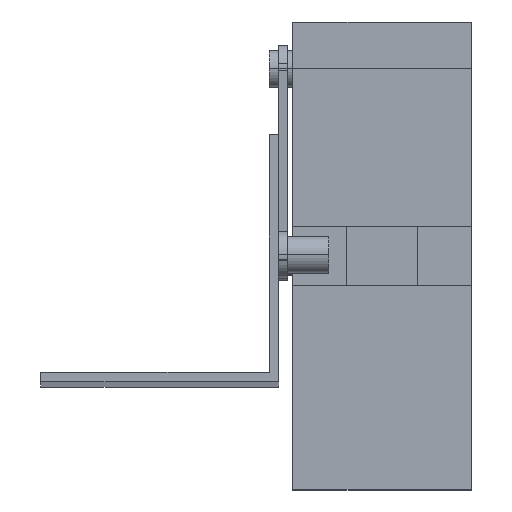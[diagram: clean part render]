
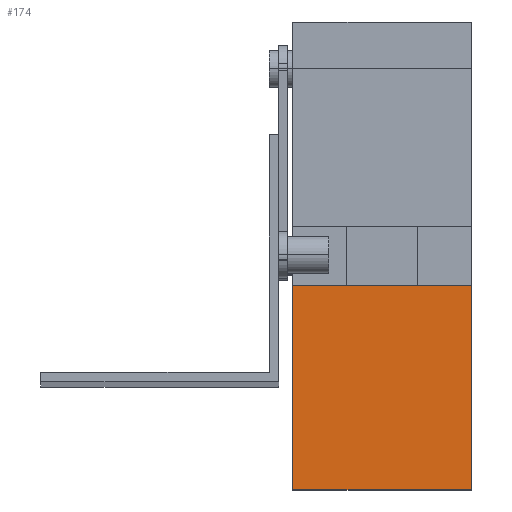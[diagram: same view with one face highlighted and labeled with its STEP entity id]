
A CAD part, top view. The second image highlights one B-rep face of the part: STEP entity #174.
In plain terms, the highlighted face is planar.
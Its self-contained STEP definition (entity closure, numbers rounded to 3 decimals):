
#28 = CARTESIAN_POINT ( 'NONE',  ( 19.05, -6.35, 0. ) ) ;
#64 = DIRECTION ( 'NONE',  ( 0., -1., 0. ) ) ;
#107 = VERTEX_POINT ( 'NONE', #661 ) ;
#174 = ADVANCED_FACE ( 'NONE', ( #1385 ), #1994, .F. ) ;
#226 = DIRECTION ( 'NONE',  ( 0., 1., 0. ) ) ;
#314 = CARTESIAN_POINT ( 'NONE',  ( 19.05, -50., 0. ) ) ;
#421 = CARTESIAN_POINT ( 'NONE',  ( 19.05, -6.35, 0. ) ) ;
#443 = AXIS2_PLACEMENT_3D ( 'NONE', #1180, #1023, #1398 ) ;
#538 = VERTEX_POINT ( 'NONE', #2170 ) ;
#549 = EDGE_CURVE ( 'NONE', #107, #538, #2666, .T. ) ;
#661 = CARTESIAN_POINT ( 'NONE',  ( -19.05, -6.35, 0. ) ) ;
#662 = VECTOR ( 'NONE', #64, 1000. ) ;
#714 = VECTOR ( 'NONE', #1414, 1000. ) ;
#736 = EDGE_CURVE ( 'NONE', #107, #1007, #2563, .T. ) ;
#914 = ORIENTED_EDGE ( 'NONE', *, *, #1618, .F. ) ;
#944 = EDGE_LOOP ( 'NONE', ( #2298, #1361, #2450, #914 ) ) ;
#1007 = VERTEX_POINT ( 'NONE', #28 ) ;
#1023 = DIRECTION ( 'NONE',  ( 0., 0., 1. ) ) ;
#1031 = EDGE_CURVE ( 'NONE', #2299, #1007, #1475, .T. ) ;
#1180 = CARTESIAN_POINT ( 'NONE',  ( 0., 0., 0. ) ) ;
#1286 = VECTOR ( 'NONE', #1899, 1000. ) ;
#1361 = ORIENTED_EDGE ( 'NONE', *, *, #736, .T. ) ;
#1385 = FACE_OUTER_BOUND ( 'NONE', #944, .T. ) ;
#1398 = DIRECTION ( 'NONE',  ( 1., 0., 0. ) ) ;
#1414 = DIRECTION ( 'NONE',  ( 1., 0., 0. ) ) ;
#1475 = LINE ( 'NONE', #1880, #2622 ) ;
#1618 = EDGE_CURVE ( 'NONE', #538, #2299, #2469, .T. ) ;
#1880 = CARTESIAN_POINT ( 'NONE',  ( 19.05, 50., 0. ) ) ;
#1899 = DIRECTION ( 'NONE',  ( 1., 0., 0. ) ) ;
#1932 = CARTESIAN_POINT ( 'NONE',  ( -19.05, 50., 0. ) ) ;
#1994 = PLANE ( 'NONE',  #443 ) ;
#2170 = CARTESIAN_POINT ( 'NONE',  ( -19.05, -50., 0. ) ) ;
#2240 = CARTESIAN_POINT ( 'NONE',  ( -19.05, -50., 0. ) ) ;
#2298 = ORIENTED_EDGE ( 'NONE', *, *, #549, .F. ) ;
#2299 = VERTEX_POINT ( 'NONE', #314 ) ;
#2450 = ORIENTED_EDGE ( 'NONE', *, *, #1031, .F. ) ;
#2469 = LINE ( 'NONE', #2240, #714 ) ;
#2563 = LINE ( 'NONE', #421, #1286 ) ;
#2622 = VECTOR ( 'NONE', #226, 1000. ) ;
#2666 = LINE ( 'NONE', #1932, #662 ) ;
